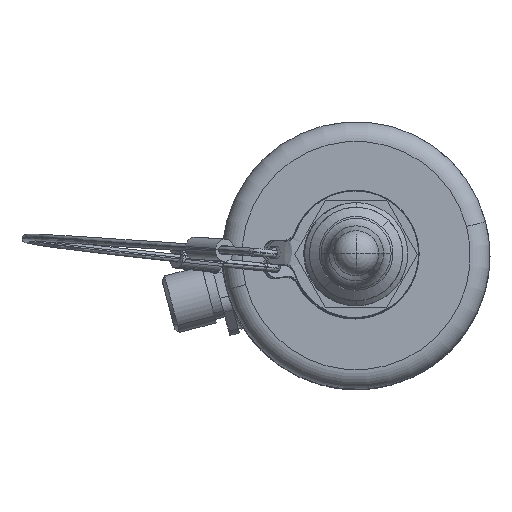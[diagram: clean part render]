
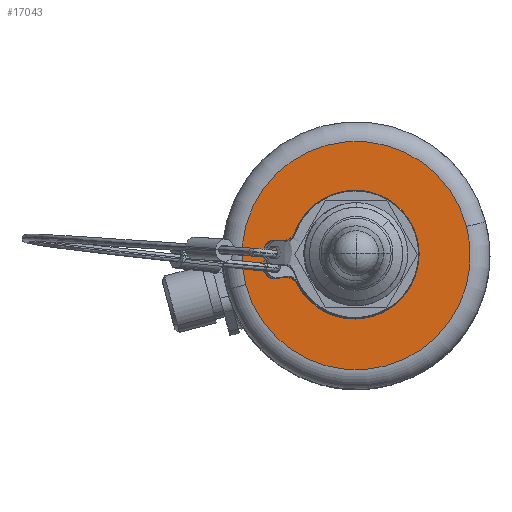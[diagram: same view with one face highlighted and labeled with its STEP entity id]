
A CAD part, top view. The second image highlights one B-rep face of the part: STEP entity #17043.
In plain terms, the highlighted face is planar.
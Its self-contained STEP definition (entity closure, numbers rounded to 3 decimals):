
#16548=CARTESIAN_POINT('',(0.,0.,0.));
#16549=DIRECTION('',(0.,-1.,0.));
#16550=DIRECTION('',(-1.,0.,0.));
#16551=AXIS2_PLACEMENT_3D('',#16548,#16549,#16550);
#16553=CARTESIAN_POINT('',(0.,0.,0.));
#16554=DIRECTION('',(0.,-1.,0.));
#16555=DIRECTION('',(1.,0.,0.));
#16556=AXIS2_PLACEMENT_3D('',#16553,#16554,#16555);
#16558=CARTESIAN_POINT('',(0.,0.,0.));
#16559=DIRECTION('',(0.,1.,0.));
#16560=DIRECTION('',(-1.,0.,0.));
#16561=AXIS2_PLACEMENT_3D('',#16558,#16559,#16560);
#16563=CARTESIAN_POINT('',(0.,0.,0.));
#16564=DIRECTION('',(0.,1.,0.));
#16565=DIRECTION('',(1.,0.,0.));
#16566=AXIS2_PLACEMENT_3D('',#16563,#16564,#16565);
#16944=CARTESIAN_POINT('',(-23.25,0.,0.));
#16945=CARTESIAN_POINT('',(23.25,0.,0.));
#16946=VERTEX_POINT('',#16944);
#16947=VERTEX_POINT('',#16945);
#16968=CARTESIAN_POINT('',(-8.,0.,0.));
#16969=CARTESIAN_POINT('',(8.,0.,0.));
#16970=VERTEX_POINT('',#16968);
#16971=VERTEX_POINT('',#16969);
#17026=CARTESIAN_POINT('',(0.,0.,0.));
#17027=DIRECTION('',(0.,1.,0.));
#17028=DIRECTION('',(1.,0.,0.));
#17029=AXIS2_PLACEMENT_3D('',#17026,#17027,#17028);
#17030=PLANE('',#17029);
#17032=ORIENTED_EDGE('',*,*,#17031,.F.);
#17034=ORIENTED_EDGE('',*,*,#17033,.F.);
#17035=EDGE_LOOP('',(#17032,#17034));
#17036=FACE_OUTER_BOUND('',#17035,.F.);
#17038=ORIENTED_EDGE('',*,*,#17037,.F.);
#17040=ORIENTED_EDGE('',*,*,#17039,.F.);
#17041=EDGE_LOOP('',(#17038,#17040));
#17042=FACE_BOUND('',#17041,.F.);
#17043=ADVANCED_FACE('',(#17036,#17042),#17030,.F.);
#16552=CIRCLE('',#16551,23.25);
#16557=CIRCLE('',#16556,23.25);
#16562=CIRCLE('',#16561,8.);
#16567=CIRCLE('',#16566,8.);
#17031=EDGE_CURVE('',#16946,#16947,#16552,.T.);
#17033=EDGE_CURVE('',#16947,#16946,#16557,.T.);
#17037=EDGE_CURVE('',#16970,#16971,#16562,.T.);
#17039=EDGE_CURVE('',#16971,#16970,#16567,.T.);
